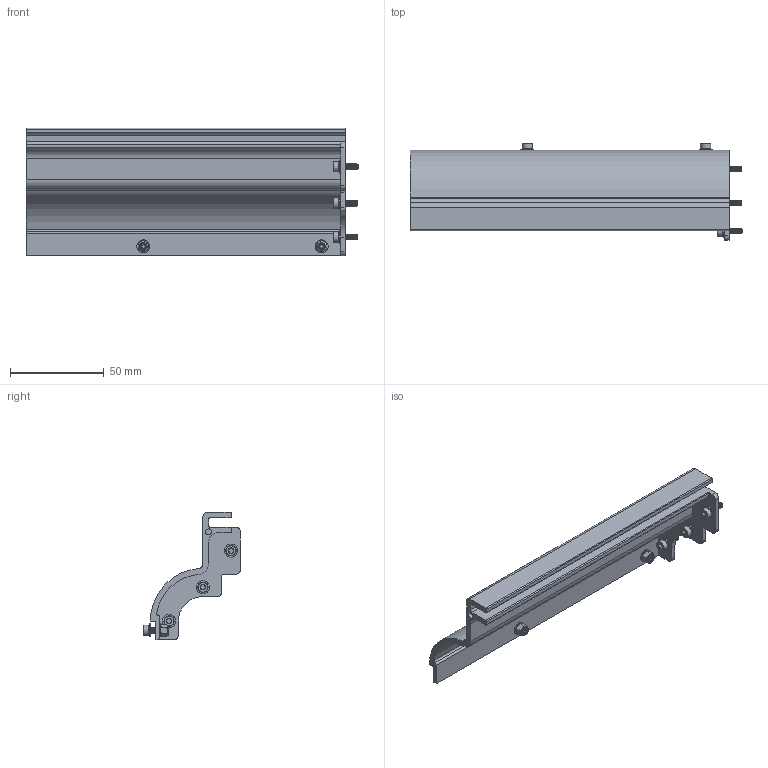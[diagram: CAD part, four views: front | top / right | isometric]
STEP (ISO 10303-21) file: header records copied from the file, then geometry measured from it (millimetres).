
FILE_DESCRIPTION(/* description */ (''),/* implementation_level */ '2;1');
FILE_NAME(/* name */ 'Top Right Guide 2.step',/* time_stamp */ '2018-04-09T13:50:48+02:00',/* author */ ('boelle'),/* organization */ (''),/* preprocessor_version */ 'ST-DEVELOPER v16.13',/* originating_system */ 'Autodesk Translation Framework v6.5.0.72',/* authorisation */ '');
FILE_SCHEMA (('AUTOMOTIVE_DESIGN { 1 0 10303 214 3 1 1 }'));
Length unit declared in the file: millimetre
Products named in the file (20): Top Right Guide 2; Top Right Guide 2_1; Component1; M3 Washer; M3 Washer_1; M3 Washer_2; M3 Washer_3; M3 Washer_4; M3x10; M3x10_1; M3x10_2; M3x10_3; M3x10_4; 91290A115; M3 Washer_5; M3 Washer_6; 98269A420; M3 Lock Nut; M3 Lock Nut_1; 90576A102
Assembly tree (30 placements, depth 3):
  Top Right Guide 2
    Top Right Guide 2_1
      Component1
    M3 Washer
      98269A420
    M3 Washer_1
      98269A420
    M3 Washer_2
      98269A420
    M3 Washer_3
      98269A420
    M3 Washer_4
      98269A420
    M3x10
      91290A115
    M3x10_1
      91290A115
    M3x10_2
      91290A115
    M3x10_3
      91290A115
    M3x10_4
      91290A115
    M3 Washer_5
      98269A420
    M3 Washer_6
      98269A420
    M3 Lock Nut
      90576A102
    M3 Lock Nut_1
      90576A102
Bounding box: 176.9 x 51.63 x 68 mm (x, y, z)
Volume: 57643.8 mm3; surface area: 42078.6 mm2
Topology: 17 solids, 17 shells, 519 faces, 1383 edges, 913 vertices
Faces by surface type: cylinder 283, plane 110, cone 110, bspline 10, torus 6
Full cylindrical faces by diameter (mm): 2.35 x90, 2.538 x2, 2.594 x12, 3 x105, 3.2 x13, 3.352 x2, 5.5 x5, 7 x7
Entity records: 10360 total; most frequent: CARTESIAN_POINT 5456, ORIENTED_EDGE 974, DIRECTION 967, EDGE_CURVE 487, AXIS2_PLACEMENT_3D 397, VERTEX_POINT 322, EDGE_LOOP 201, FACE_OUTER_BOUND 180
